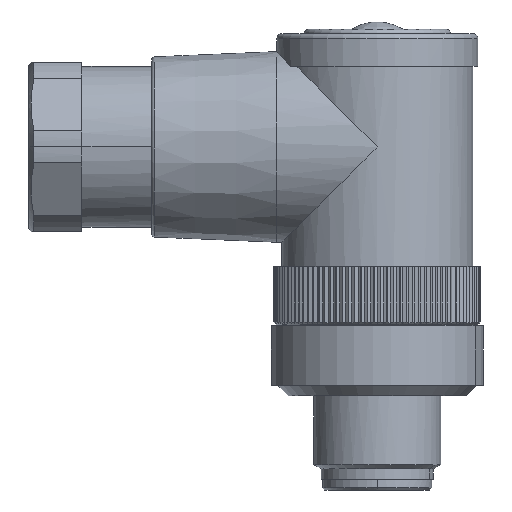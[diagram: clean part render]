
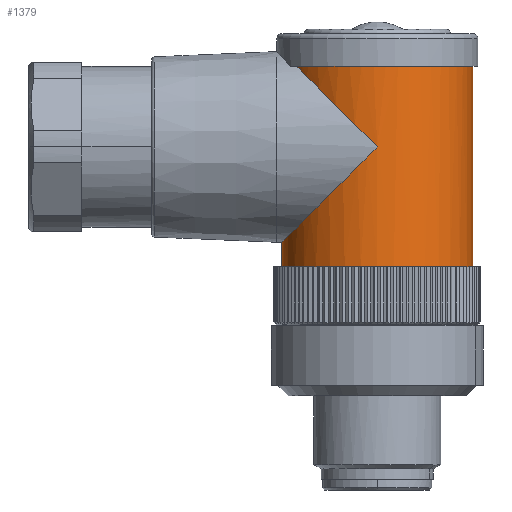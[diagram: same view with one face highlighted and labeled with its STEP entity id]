
A CAD part, left-side view. The second image highlights one B-rep face of the part: STEP entity #1379.
In plain terms, the highlighted cylindrical face has radius 9 mm (diameter 18 mm), a partial arc.
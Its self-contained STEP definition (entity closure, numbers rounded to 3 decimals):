
#1350=AXIS2_PLACEMENT_3D('Cylinder Axis2P3D',#1347,#1348,#1349) ;
#1361=AXIS2_PLACEMENT_3D('Circle Axis2P3D',#1359,#1360,$) ;
#1106=CARTESIAN_POINT('Vertex',(10.,19.,23.4)) ;
#1110=CARTESIAN_POINT('Control Point',(10.,19.,23.4)) ;
#1111=CARTESIAN_POINT('Control Point',(8.555,19.,23.4)) ;
#1112=CARTESIAN_POINT('Control Point',(7.109,18.71,23.69)) ;
#1113=CARTESIAN_POINT('Control Point',(5.766,18.129,24.271)) ;
#1114=CARTESIAN_POINT('Control Point',(3.349,16.468,25.932)) ;
#1115=CARTESIAN_POINT('Control Point',(1.803,14.111,28.289)) ;
#1116=CARTESIAN_POINT('Control Point',(1.267,12.772,29.628)) ;
#1117=CARTESIAN_POINT('Control Point',(1.,11.386,31.014)) ;
#1118=CARTESIAN_POINT('Control Point',(1.,10.,32.4)) ;
#1119=CARTESIAN_POINT('Vertex',(1.,10.,32.4)) ;
#1123=CARTESIAN_POINT('Control Point',(1.,10.,32.4)) ;
#1124=CARTESIAN_POINT('Control Point',(1.,11.753,34.153)) ;
#1125=CARTESIAN_POINT('Control Point',(1.424,13.507,35.906)) ;
#1126=CARTESIAN_POINT('Control Point',(2.29,15.179,37.579)) ;
#1127=CARTESIAN_POINT('Control Point',(3.58,16.586,38.986)) ;
#1128=CARTESIAN_POINT('Control Point',(5.179,17.6,40.)) ;
#1129=CARTESIAN_POINT('Vertex',(5.179,17.6,40.)) ;
#1169=CARTESIAN_POINT('Control Point',(10.,1.,40.)) ;
#1170=CARTESIAN_POINT('Control Point',(9.346,1.,40.)) ;
#1171=CARTESIAN_POINT('Control Point',(8.693,1.059,40.)) ;
#1172=CARTESIAN_POINT('Control Point',(8.047,1.178,40.)) ;
#1173=CARTESIAN_POINT('Control Point',(6.562,1.593,40.)) ;
#1174=CARTESIAN_POINT('Control Point',(5.193,2.314,40.)) ;
#1175=CARTESIAN_POINT('Control Point',(4.462,2.823,40.)) ;
#1176=CARTESIAN_POINT('Control Point',(3.14,4.009,40.)) ;
#1177=CARTESIAN_POINT('Control Point',(2.142,5.48,40.)) ;
#1178=CARTESIAN_POINT('Control Point',(1.737,6.273,40.)) ;
#1179=CARTESIAN_POINT('Control Point',(1.128,7.942,40.)) ;
#1180=CARTESIAN_POINT('Control Point',(0.939,9.709,40.)) ;
#1181=CARTESIAN_POINT('Control Point',(0.955,10.599,40.)) ;
#1182=CARTESIAN_POINT('Control Point',(1.203,12.359,40.)) ;
#1183=CARTESIAN_POINT('Control Point',(1.868,14.006,40.)) ;
#1184=CARTESIAN_POINT('Control Point',(2.301,14.785,40.)) ;
#1185=CARTESIAN_POINT('Control Point',(3.095,15.875,40.)) ;
#1186=CARTESIAN_POINT('Control Point',(4.071,16.794,40.)) ;
#1187=CARTESIAN_POINT('Control Point',(4.424,17.086,40.)) ;
#1188=CARTESIAN_POINT('Control Point',(4.794,17.355,40.)) ;
#1189=CARTESIAN_POINT('Control Point',(5.179,17.6,40.)) ;
#1190=CARTESIAN_POINT('Vertex',(10.,1.,40.)) ;
#1347=CARTESIAN_POINT('Axis2P3D Location',(10.,10.,29.)) ;
#1352=CARTESIAN_POINT('Line Origine',(10.,19.,29.)) ;
#1356=CARTESIAN_POINT('Vertex',(10.,19.,21.1)) ;
#1359=CARTESIAN_POINT('Axis2P3D Location',(10.,10.,21.1)) ;
#1363=CARTESIAN_POINT('Vertex',(10.,1.,21.1)) ;
#1366=CARTESIAN_POINT('Line Origine',(10.,1.,29.)) ;
#1348=DIRECTION('Axis2P3D Direction',(0.,0.,1.)) ;
#1349=DIRECTION('Axis2P3D XDirection',(0.,1.,0.)) ;
#1353=DIRECTION('Vector Direction',(0.,0.,1.)) ;
#1360=DIRECTION('Axis2P3D Direction',(0.,0.,1.)) ;
#1367=DIRECTION('Vector Direction',(0.,0.,1.)) ;
#1354=VECTOR('Line Direction',#1353,1.) ;
#1368=VECTOR('Line Direction',#1367,1.) ;
#1372=ORIENTED_EDGE('',*,*,#1358,.T.) ;
#1373=ORIENTED_EDGE('',*,*,#1365,.F.) ;
#1374=ORIENTED_EDGE('',*,*,#1370,.T.) ;
#1375=ORIENTED_EDGE('',*,*,#1192,.T.) ;
#1376=ORIENTED_EDGE('',*,*,#1131,.F.) ;
#1377=ORIENTED_EDGE('',*,*,#1121,.F.) ;
#1379=ADVANCED_FACE('Hauptkoerper',(#1378),#1351,.T.) ;
#1109=B_SPLINE_CURVE_WITH_KNOTS('',5,(#1110,#1111,#1112,#1113,#1114,#1115,#1116,#1117,#1118),.UNSPECIFIED.,.F.,.U.,(6,3,6),(0.,14.455,29.951),.UNSPECIFIED.) ;
#1122=B_SPLINE_CURVE_WITH_KNOTS('',5,(#1123,#1124,#1125,#1126,#1127,#1128),.UNSPECIFIED.,.F.,.U.,(6,6),(0.,19.604),.UNSPECIFIED.) ;
#1168=B_SPLINE_CURVE_WITH_KNOTS('',5,(#1169,#1170,#1171,#1172,#1173,#1174,#1175,#1176,#1177,#1178,#1179,#1180,#1181,#1182,#1183,#1184,#1185,#1186,#1187,#1188,#1189),.UNSPECIFIED.,.F.,.U.,(6,3,3,3,3,3,6),(32.791,37.412,43.647,49.883,56.118,62.353,65.582),.UNSPECIFIED.) ;
#1362=CIRCLE('generated circle',#1361,9.) ;
#1351=CYLINDRICAL_SURFACE('generated cylinder',#1350,9.) ;
#1121=EDGE_CURVE('',#1107,#1120,#1109,.T.) ;
#1131=EDGE_CURVE('',#1120,#1130,#1122,.T.) ;
#1192=EDGE_CURVE('',#1191,#1130,#1168,.T.) ;
#1358=EDGE_CURVE('',#1107,#1357,#1355,.F.) ;
#1365=EDGE_CURVE('',#1364,#1357,#1362,.F.) ;
#1370=EDGE_CURVE('',#1364,#1191,#1369,.T.) ;
#1371=EDGE_LOOP('',(#1372,#1373,#1374,#1375,#1376,#1377)) ;
#1378=FACE_OUTER_BOUND('',#1371,.T.) ;
#1355=LINE('Line',#1352,#1354) ;
#1369=LINE('Line',#1366,#1368) ;
#1107=VERTEX_POINT('',#1106) ;
#1120=VERTEX_POINT('',#1119) ;
#1130=VERTEX_POINT('',#1129) ;
#1191=VERTEX_POINT('',#1190) ;
#1357=VERTEX_POINT('',#1356) ;
#1364=VERTEX_POINT('',#1363) ;
